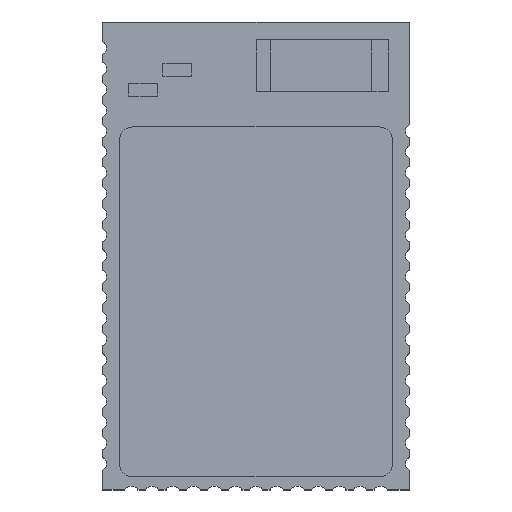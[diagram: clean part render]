
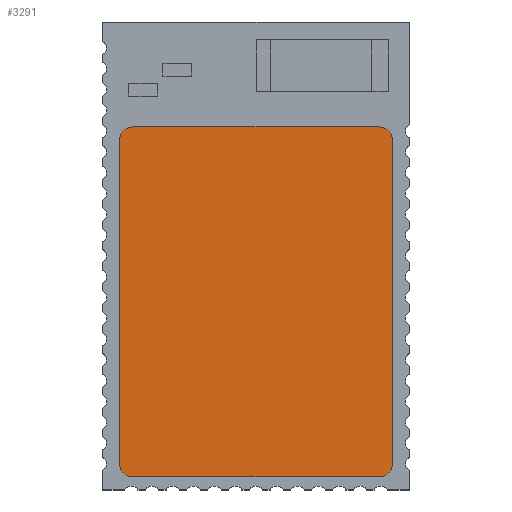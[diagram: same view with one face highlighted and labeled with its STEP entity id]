
A CAD part, top view. The second image highlights one B-rep face of the part: STEP entity #3291.
In plain terms, the highlighted planar face has unit normal (0, 0, 1).
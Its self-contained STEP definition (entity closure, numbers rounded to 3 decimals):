
#7 = ORIENTED_EDGE ( 'NONE', *, *, #2477, .T. ) ;
#82 = CIRCLE ( 'NONE', #2776, 0.5 ) ;
#100 = DIRECTION ( 'NONE',  ( -1., 0., 0. ) ) ;
#132 = DIRECTION ( 'NONE',  ( -1., 0., 0. ) ) ;
#134 = VECTOR ( 'NONE', #2860, 1000. ) ;
#191 = DIRECTION ( 'NONE',  ( -1., 0., 0. ) ) ;
#279 = CIRCLE ( 'NONE', #4331, 0.5 ) ;
#330 = CARTESIAN_POINT ( 'NONE',  ( 11.15, 0.5, 3.2 ) ) ;
#338 = DIRECTION ( 'NONE',  ( 1., 0., 0. ) ) ;
#506 = CARTESIAN_POINT ( 'NONE',  ( 11.15, 1., 3.2 ) ) ;
#532 = AXIS2_PLACEMENT_3D ( 'NONE', #1338, #2536, #191 ) ;
#812 = VERTEX_POINT ( 'NONE', #4759 ) ;
#908 = EDGE_CURVE ( 'NONE', #4719, #3213, #3225, .T. ) ;
#926 = CIRCLE ( 'NONE', #3998, 0.5 ) ;
#1092 = VERTEX_POINT ( 'NONE', #2189 ) ;
#1338 = CARTESIAN_POINT ( 'NONE',  ( 0., 0., 3.2 ) ) ;
#1449 = DIRECTION ( 'NONE',  ( 0., 0., 1. ) ) ;
#1533 = VERTEX_POINT ( 'NONE', #2814 ) ;
#1605 = EDGE_CURVE ( 'NONE', #812, #1533, #4316, .T. ) ;
#1616 = EDGE_CURVE ( 'NONE', #4283, #1092, #4434, .T. ) ;
#1654 = AXIS2_PLACEMENT_3D ( 'NONE', #3795, #1449, #4193 ) ;
#1732 = CARTESIAN_POINT ( 'NONE',  ( 10.65, 13.46, 3.2 ) ) ;
#1961 = ORIENTED_EDGE ( 'NONE', *, *, #2048, .T. ) ;
#2048 = EDGE_CURVE ( 'NONE', #2734, #4719, #4314, .T. ) ;
#2073 = CARTESIAN_POINT ( 'NONE',  ( 0.65, 0.5, 3.2 ) ) ;
#2096 = ORIENTED_EDGE ( 'NONE', *, *, #1616, .T. ) ;
#2144 = DIRECTION ( 'NONE',  ( -1., 0., 0. ) ) ;
#2189 = CARTESIAN_POINT ( 'NONE',  ( 0.65, 1., 3.2 ) ) ;
#2239 = EDGE_CURVE ( 'NONE', #3213, #3246, #2364, .T. ) ;
#2311 = DIRECTION ( 'NONE',  ( 0., 1., 0. ) ) ;
#2350 = DIRECTION ( 'NONE',  ( 0., 0., 1. ) ) ;
#2364 = LINE ( 'NONE', #330, #3278 ) ;
#2477 = EDGE_CURVE ( 'NONE', #3246, #812, #82, .T. ) ;
#2484 = DIRECTION ( 'NONE',  ( 0., 0., 1. ) ) ;
#2536 = DIRECTION ( 'NONE',  ( 0., 0., -1. ) ) ;
#2693 = CARTESIAN_POINT ( 'NONE',  ( 0.65, 0.5, 3.2 ) ) ;
#2734 = VERTEX_POINT ( 'NONE', #4669 ) ;
#2769 = ORIENTED_EDGE ( 'NONE', *, *, #4929, .T. ) ;
#2775 = EDGE_CURVE ( 'NONE', #1092, #2734, #926, .T. ) ;
#2776 = AXIS2_PLACEMENT_3D ( 'NONE', #1732, #4492, #2144 ) ;
#2814 = CARTESIAN_POINT ( 'NONE',  ( 1.15, 13.96, 3.2 ) ) ;
#2860 = DIRECTION ( 'NONE',  ( 0., -1., 0. ) ) ;
#3075 = ORIENTED_EDGE ( 'NONE', *, *, #1605, .T. ) ;
#3213 = VERTEX_POINT ( 'NONE', #506 ) ;
#3225 = CIRCLE ( 'NONE', #1654, 0.5 ) ;
#3246 = VERTEX_POINT ( 'NONE', #3679 ) ;
#3261 = VECTOR ( 'NONE', #100, 1000. ) ;
#3278 = VECTOR ( 'NONE', #2311, 1000. ) ;
#3291 = ADVANCED_FACE ( 'NONE', ( #3324 ), #4900, .F. ) ;
#3324 = FACE_OUTER_BOUND ( 'NONE', #3847, .T. ) ;
#3603 = ORIENTED_EDGE ( 'NONE', *, *, #2775, .T. ) ;
#3679 = CARTESIAN_POINT ( 'NONE',  ( 11.15, 13.46, 3.2 ) ) ;
#3795 = CARTESIAN_POINT ( 'NONE',  ( 10.65, 1., 3.2 ) ) ;
#3847 = EDGE_LOOP ( 'NONE', ( #4116, #7, #3075, #2769, #2096, #3603, #1961, #4702 ) ) ;
#3998 = AXIS2_PLACEMENT_3D ( 'NONE', #4706, #2350, #5099 ) ;
#4116 = ORIENTED_EDGE ( 'NONE', *, *, #2239, .T. ) ;
#4193 = DIRECTION ( 'NONE',  ( -1., 0., 0. ) ) ;
#4283 = VERTEX_POINT ( 'NONE', #4627 ) ;
#4314 = LINE ( 'NONE', #2693, #4431 ) ;
#4316 = LINE ( 'NONE', #4807, #3261 ) ;
#4331 = AXIS2_PLACEMENT_3D ( 'NONE', #4838, #2484, #132 ) ;
#4431 = VECTOR ( 'NONE', #338, 1000. ) ;
#4434 = LINE ( 'NONE', #2073, #134 ) ;
#4492 = DIRECTION ( 'NONE',  ( 0., 0., 1. ) ) ;
#4627 = CARTESIAN_POINT ( 'NONE',  ( 0.65, 13.46, 3.2 ) ) ;
#4669 = CARTESIAN_POINT ( 'NONE',  ( 1.15, 0.5, 3.2 ) ) ;
#4702 = ORIENTED_EDGE ( 'NONE', *, *, #908, .T. ) ;
#4706 = CARTESIAN_POINT ( 'NONE',  ( 1.15, 1., 3.2 ) ) ;
#4719 = VERTEX_POINT ( 'NONE', #5085 ) ;
#4759 = CARTESIAN_POINT ( 'NONE',  ( 10.65, 13.96, 3.2 ) ) ;
#4807 = CARTESIAN_POINT ( 'NONE',  ( 0.65, 13.96, 3.2 ) ) ;
#4838 = CARTESIAN_POINT ( 'NONE',  ( 1.15, 13.46, 3.2 ) ) ;
#4900 = PLANE ( 'NONE',  #532 ) ;
#4929 = EDGE_CURVE ( 'NONE', #1533, #4283, #279, .T. ) ;
#5085 = CARTESIAN_POINT ( 'NONE',  ( 10.65, 0.5, 3.2 ) ) ;
#5099 = DIRECTION ( 'NONE',  ( -1., 0., 0. ) ) ;
